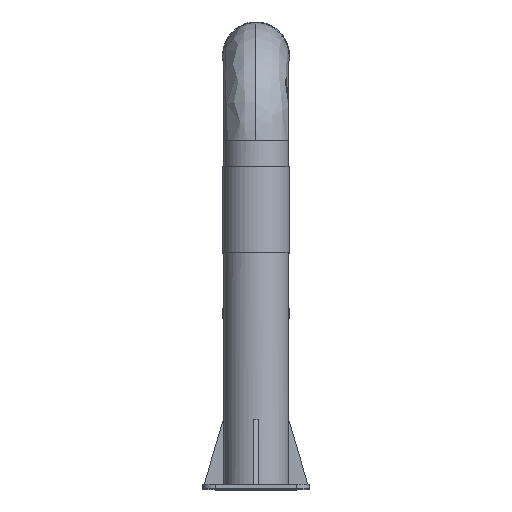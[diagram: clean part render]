
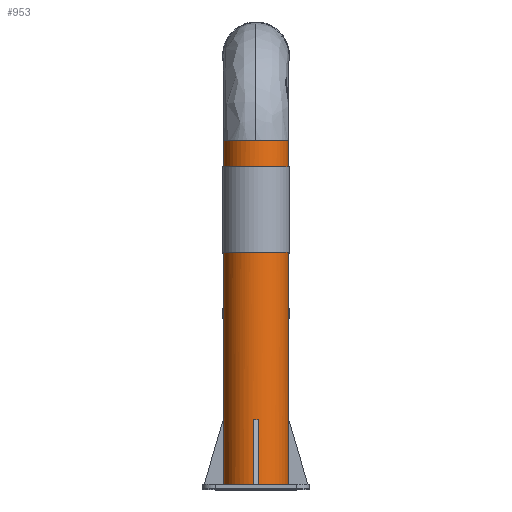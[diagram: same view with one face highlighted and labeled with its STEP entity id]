
A CAD part, top view. The second image highlights one B-rep face of the part: STEP entity #953.
In plain terms, the highlighted free-form (B-spline) face has degree [2, 1] with [5, 2] control points.
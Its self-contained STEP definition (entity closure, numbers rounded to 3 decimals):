
#830 = VERTEX_POINT('',#831);
#831 = CARTESIAN_POINT('',(-88.482,11.642,
    1164.243));
#832 = VERTEX_POINT('',#833);
#833 = CARTESIAN_POINT('',(88.482,11.642,
    1164.243));
#841 = EDGE_CURVE('',#830,#842,#844,.T.);
#842 = VERTEX_POINT('',#843);
#843 = CARTESIAN_POINT('',(-88.482,943.037,
    1164.243));
#844 = B_SPLINE_CURVE_WITH_KNOTS('',1,(#845,#846),.UNSPECIFIED.,.F.,.F.,
  (2,2),(0.,800.),.PIECEWISE_BEZIER_KNOTS.);
#845 = CARTESIAN_POINT('',(-88.482,11.642,
    1164.243));
#846 = CARTESIAN_POINT('',(-88.482,943.037,
    1164.243));
#849 = VERTEX_POINT('',#850);
#850 = CARTESIAN_POINT('',(88.482,943.037,
    1164.243));
#858 = EDGE_CURVE('',#832,#849,#859,.T.);
#859 = B_SPLINE_CURVE_WITH_KNOTS('',1,(#860,#861),.UNSPECIFIED.,.F.,.F.,
  (2,2),(0.,800.),.PIECEWISE_BEZIER_KNOTS.);
#860 = CARTESIAN_POINT('',(88.482,11.642,
    1164.243));
#861 = CARTESIAN_POINT('',(88.482,943.037,
    1164.243));
#953 = ADVANCED_FACE('',(#954),#974,.T.);
#954 = FACE_BOUND('',#955,.T.);
#955 = EDGE_LOOP('',(#956,#957,#965,#966));
#956 = ORIENTED_EDGE('',*,*,#841,.F.);
#957 = ORIENTED_EDGE('',*,*,#958,.F.);
#958 = EDGE_CURVE('',#832,#830,#959,.T.);
#959 = ( BOUNDED_CURVE() B_SPLINE_CURVE(2,(#960,#961,#962,#963,#964),
.UNSPECIFIED.,.F.,.F.) B_SPLINE_CURVE_WITH_KNOTS((3,2,3),(3.142,
4.712,6.283),.PIECEWISE_BEZIER_KNOTS.) CURVE() 
GEOMETRIC_REPRESENTATION_ITEM() RATIONAL_B_SPLINE_CURVE((1.,
0.707,1.,0.707,1.)) REPRESENTATION_ITEM('') );
#960 = CARTESIAN_POINT('',(88.482,11.642,
    1164.243));
#961 = CARTESIAN_POINT('',(88.482,11.642,
    1252.726));
#962 = CARTESIAN_POINT('',(0.,11.642,
    1252.726));
#963 = CARTESIAN_POINT('',(-88.482,11.642,
    1252.726));
#964 = CARTESIAN_POINT('',(-88.482,11.642,
    1164.243));
#965 = ORIENTED_EDGE('',*,*,#858,.T.);
#966 = ORIENTED_EDGE('',*,*,#967,.F.);
#967 = EDGE_CURVE('',#842,#849,#968,.T.);
#968 = ( BOUNDED_CURVE() B_SPLINE_CURVE(2,(#969,#970,#971,#972,#973),
.UNSPECIFIED.,.F.,.F.) B_SPLINE_CURVE_WITH_KNOTS((3,2,3),(3.142,
4.712,6.283),.PIECEWISE_BEZIER_KNOTS.) CURVE() 
GEOMETRIC_REPRESENTATION_ITEM() RATIONAL_B_SPLINE_CURVE((1.,
0.707,1.,0.707,1.)) REPRESENTATION_ITEM('') );
#969 = CARTESIAN_POINT('',(-88.482,943.037,
    1164.243));
#970 = CARTESIAN_POINT('',(-88.482,943.037,
    1252.726));
#971 = CARTESIAN_POINT('',(0.,943.037,
    1252.726));
#972 = CARTESIAN_POINT('',(88.482,943.037,
    1252.726));
#973 = CARTESIAN_POINT('',(88.482,943.037,
    1164.243));
#974 = ( BOUNDED_SURFACE() B_SPLINE_SURFACE(2,1,(
    (#975,#976)
    ,(#977,#978)
    ,(#979,#980)
    ,(#981,#982)
,(#983,#984
    )),.UNSPECIFIED.,.F.,.F.,.F.) B_SPLINE_SURFACE_WITH_KNOTS((3,2,3),(2
    ,2),(3.142,4.712,6.283),(0.,800.),
.PIECEWISE_BEZIER_KNOTS.) GEOMETRIC_REPRESENTATION_ITEM() 
RATIONAL_B_SPLINE_SURFACE((
    (1.,1.)
    ,(0.707,0.707)
    ,(1.,1.)
    ,(0.707,0.707)
,(1.,1.))) REPRESENTATION_ITEM('') SURFACE() );
#975 = CARTESIAN_POINT('',(-88.482,11.642,
    1164.243));
#976 = CARTESIAN_POINT('',(-88.482,943.037,
    1164.243));
#977 = CARTESIAN_POINT('',(-88.482,11.642,
    1252.726));
#978 = CARTESIAN_POINT('',(-88.482,943.037,
    1252.726));
#979 = CARTESIAN_POINT('',(0.,11.642,
    1252.726));
#980 = CARTESIAN_POINT('',(0.,943.037,
    1252.726));
#981 = CARTESIAN_POINT('',(88.482,11.642,
    1252.726));
#982 = CARTESIAN_POINT('',(88.482,943.037,
    1252.726));
#983 = CARTESIAN_POINT('',(88.482,11.642,
    1164.243));
#984 = CARTESIAN_POINT('',(88.482,943.037,
    1164.243));
